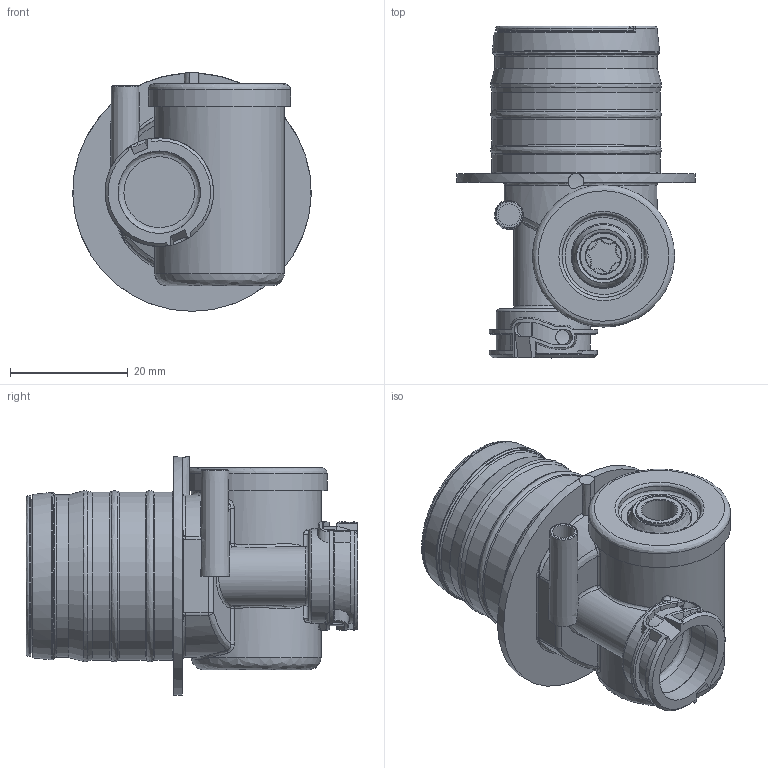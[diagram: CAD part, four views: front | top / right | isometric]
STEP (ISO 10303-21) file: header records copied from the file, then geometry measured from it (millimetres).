
FILE_DESCRIPTION (( 'STEP AP214' ), '1' );
FILE_NAME ('QX150-HS_DF.STEP', '2023-07-17T11:09:09', ( '' ), ( '' ), 'SwSTEP 2.0', 'SolidWorks 2021', '' );
FILE_SCHEMA (( 'AUTOMOTIVE_DESIGN' ));
Length unit declared in the file: millimetre
Products named in the file (1): QX150-HS_DF
Bounding box: 40.4 x 56.24 x 40.45 mm (x, y, z)
Volume: 25772.6 mm3; surface area: 12987.6 mm2
Topology: 1 solids, 1 shells, 737 faces, 1947 edges, 1245 vertices
Faces by surface type: bspline 338, plane 271, cylinder 102, cone 26
Full cylindrical faces by diameter (mm): 3.686 x1, 6 x1, 8 x1, 11 x1, 13.973 x1, 14 x1, 16 x1, 18.4 x1, 22 x1, 22.2 x1, 22.7 x1, 24.1 x1, 27.56 x1, 28.36 x1, 28.5 x3, 40.4 x1
Entity records: 38303 total; most frequent: CARTESIAN_POINT 22931, ORIENTED_EDGE 3728, DIRECTION 2215, EDGE_CURVE 1864, VERTEX_POINT 1229, LINE 835, VECTOR 835, EDGE_LOOP 835
